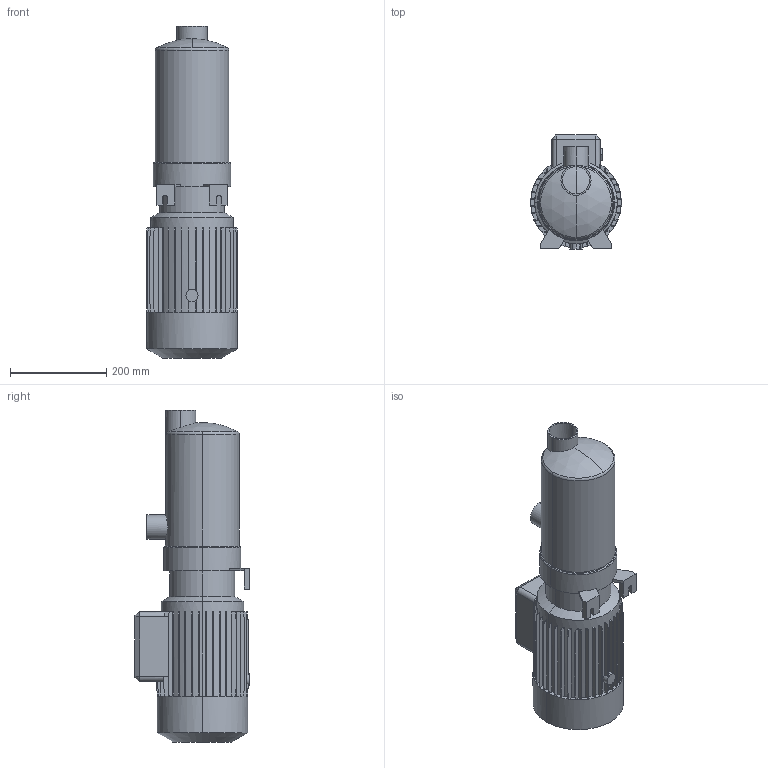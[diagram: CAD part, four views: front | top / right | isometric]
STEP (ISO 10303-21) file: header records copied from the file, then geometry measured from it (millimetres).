
FILE_DESCRIPTION (( 'STEP AP203' ), '1' );
FILE_NAME ('10010801swp00.step', '2023-05-02T13:42:23', ( '' ), ( '' ), 'SwSTEP 2.0', 'SolidWorks 2020', '' );
FILE_SCHEMA (( 'CONFIG_CONTROL_DESIGN' ));
Length unit declared in the file: millimetre
Products named in the file (1): 10010801swp00
Bounding box: 189.84 x 237 x 689 mm (x, y, z)
Volume: 14530618.4 mm3; surface area: 556652.9 mm2
Topology: 1 solids, 1 shells, 333 faces, 948 edges, 623 vertices
Faces by surface type: plane 278, cylinder 35, cone 10, torus 5, sphere 4, bspline 1
Entity records: 11459 total; most frequent: CARTESIAN_POINT 2643, ORIENTED_EDGE 1896, DIRECTION 1728, EDGE_CURVE 948, VECTOR 774, LINE 774, VERTEX_POINT 623, AXIS2_PLACEMENT_3D 477
